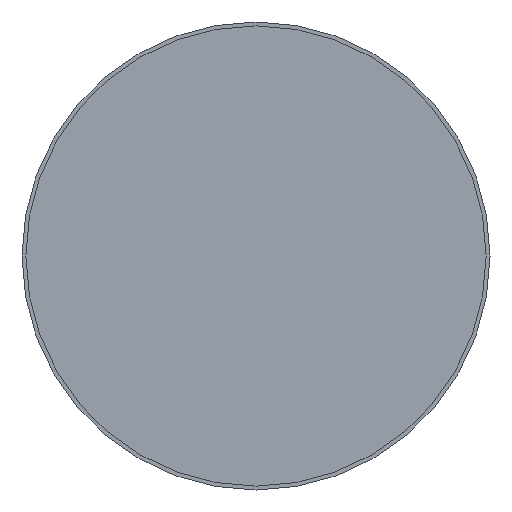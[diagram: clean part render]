
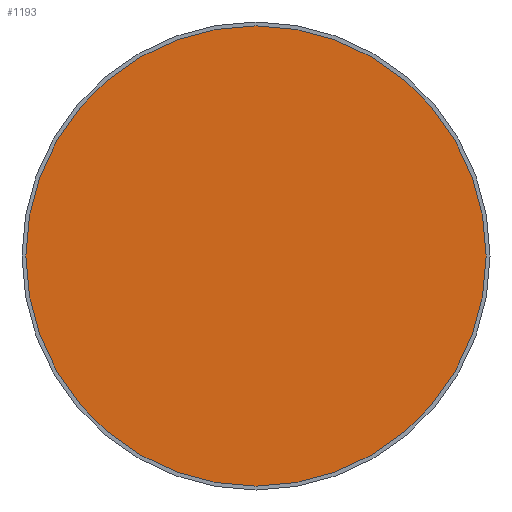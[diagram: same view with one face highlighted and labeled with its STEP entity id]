
A CAD part, front view. The second image highlights one B-rep face of the part: STEP entity #1193.
In plain terms, the highlighted planar face has unit normal (0, -1, 0).
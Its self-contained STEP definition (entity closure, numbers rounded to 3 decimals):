
#327=CARTESIAN_POINT('',(0.,0.,0.));
#328=DIRECTION('',(0.,-1.,0.));
#329=DIRECTION('',(1.,0.,0.));
#330=AXIS2_PLACEMENT_3D('',#327,#328,#329);
#350=CARTESIAN_POINT('',(0.,0.,0.));
#351=DIRECTION('',(0.,1.,0.));
#352=DIRECTION('',(1.,0.,0.));
#353=AXIS2_PLACEMENT_3D('',#350,#351,#352);
#1054=CARTESIAN_POINT('',(59.,0.,0.));
#1056=VERTEX_POINT('',#1054);
#1068=CARTESIAN_POINT('',(-59.,0.,0.));
#1070=VERTEX_POINT('',#1068);
#1182=CARTESIAN_POINT('',(0.,0.,0.));
#1183=DIRECTION('',(0.,-1.,0.));
#1184=DIRECTION('',(-1.,0.,0.));
#1185=AXIS2_PLACEMENT_3D('',#1182,#1183,#1184);
#1186=PLANE('',#1185);
#1188=ORIENTED_EDGE('',*,*,#1187,.F.);
#1190=ORIENTED_EDGE('',*,*,#1189,.T.);
#1191=EDGE_LOOP('',(#1188,#1190));
#1192=FACE_OUTER_BOUND('',#1191,.F.);
#331=CIRCLE('',#330,59.);
#354=CIRCLE('',#353,59.);
#1187=EDGE_CURVE('',#1056,#1070,#331,.T.);
#1189=EDGE_CURVE('',#1056,#1070,#354,.T.);
#1193=ADVANCED_FACE('',(#1192),#1186,.T.);
